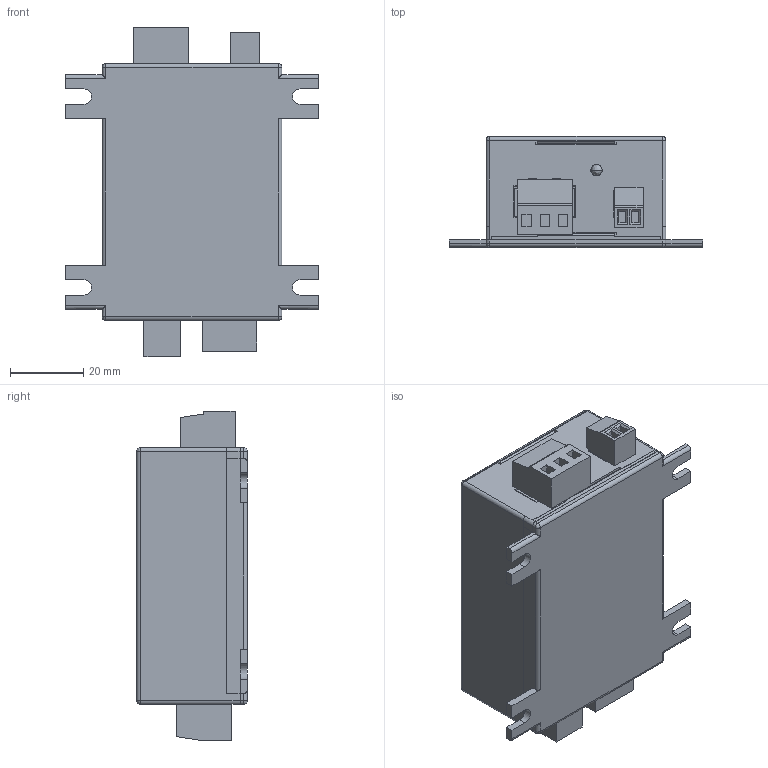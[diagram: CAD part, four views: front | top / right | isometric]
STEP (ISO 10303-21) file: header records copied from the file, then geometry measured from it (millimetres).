
FILE_DESCRIPTION(('FreeCAD Model'),'2;1');
FILE_NAME( 'Leergehäuse_MLP1-230S-P-RS_ohne_Aufdruck.STEP', '2014-07-21T10:40:58',('FreeCAD'),('FreeCAD'), 'Open CASCADE STEP processor 6.3','FreeCAD','Unknown');
FILE_SCHEMA(('AUTOMOTIVE_DESIGN_CC2 { 1 2 10303 214 -1 1 5 4 }'));
Length unit declared in the file: millimetre
Products named in the file (11): SIT.12.4224; 2EDGKF-5.0-3P; 15EDGK-3.5-4P; 2EDGKF-5.0-2P; RL-3T4PGC02B-0; SIT.12.4223; 2EDGRC-5.0-3P; SIT.12.3144; 15EDGRC-3.5-04P-14-00A; 15EDGRC-3.5-2P; 15EDGK-3.5-2P
Bounding box: 69 x 30.2 x 89.8 mm (x, y, z)
Volume: 37449.6 mm3; surface area: 45724.5 mm2
Topology: 11 solids, 11 shells, 895 faces, 2257 edges, 1471 vertices
Faces by surface type: plane 699, cylinder 182, bspline 14
Entity records: 59793 total; most frequent: CARTESIAN_POINT 15443, DIRECTION 7824, LINE 5101, VECTOR 5101, ORIENTED_EDGE 4494, PCURVE 4494, DEFINITIONAL_REPRESENTATION 4494, EDGE_CURVE 2247
